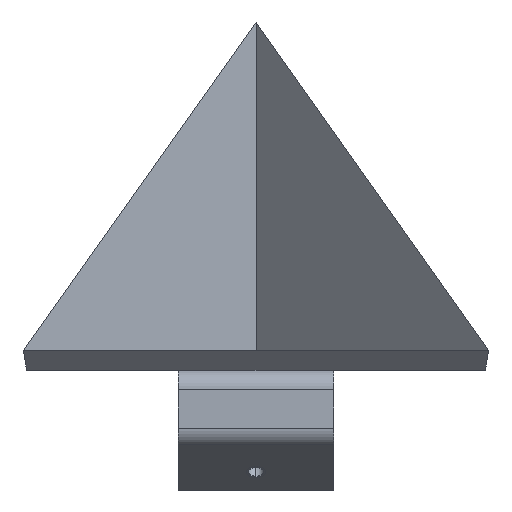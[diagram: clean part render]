
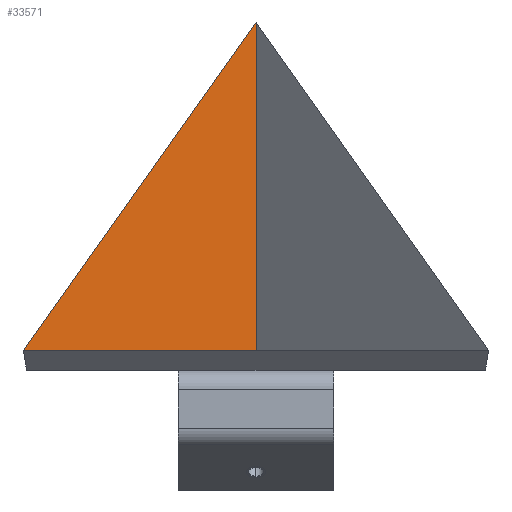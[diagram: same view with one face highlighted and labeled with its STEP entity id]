
A CAD part, top view. The second image highlights one B-rep face of the part: STEP entity #33571.
In plain terms, the highlighted planar face has unit normal (0.707, 0, 0.707).
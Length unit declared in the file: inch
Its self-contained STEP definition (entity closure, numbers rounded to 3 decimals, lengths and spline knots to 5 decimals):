
#2104 = VECTOR ( 'NONE', #17142, 39.37008 ) ;
#3916 = LINE ( 'NONE', #30766, #9532 ) ;
#9532 = VECTOR ( 'NONE', #15512, 39.37008 ) ;
#11856 = ORIENTED_EDGE ( 'NONE', *, *, #39070, .F. ) ;
#15512 = DIRECTION ( 'NONE',  ( -0.707, 0., 0.707 ) ) ;
#17116 = CARTESIAN_POINT ( 'NONE',  ( 0., 4.24264, -3. ) ) ;
#17142 = DIRECTION ( 'NONE',  ( 0.5, 0.707, -0.5 ) ) ;
#17229 = DIRECTION ( 'NONE',  ( 0., -1., 0. ) ) ;
#19327 = DIRECTION ( 'NONE',  ( -0.707, 0., -0.707 ) ) ;
#20090 = PLANE ( 'NONE',  #31480 ) ;
#21545 = LINE ( 'NONE', #37559, #2104 ) ;
#23200 = CARTESIAN_POINT ( 'NONE',  ( 0., 0., -3. ) ) ;
#23465 = ORIENTED_EDGE ( 'NONE', *, *, #27916, .F. ) ;
#24199 = EDGE_LOOP ( 'NONE', ( #23465, #35791, #11856 ) ) ;
#27916 = EDGE_CURVE ( 'NONE', #31422, #45115, #21545, .T. ) ;
#30766 = CARTESIAN_POINT ( 'NONE',  ( 0., 0., -3. ) ) ;
#31422 = VERTEX_POINT ( 'NONE', #42738 ) ;
#31480 = AXIS2_PLACEMENT_3D ( 'NONE', #23200, #19327, #39000 ) ;
#33528 = LINE ( 'NONE', #41043, #36437 ) ;
#33571 = ADVANCED_FACE ( 'NONE', ( #42892 ), #20090, .F. ) ;
#35791 = ORIENTED_EDGE ( 'NONE', *, *, #46367, .F. ) ;
#36437 = VECTOR ( 'NONE', #17229, 39.37008 ) ;
#37559 = CARTESIAN_POINT ( 'NONE',  ( -3., 0., 0. ) ) ;
#37827 = CARTESIAN_POINT ( 'NONE',  ( 0., 0., -3. ) ) ;
#38190 = VERTEX_POINT ( 'NONE', #37827 ) ;
#39000 = DIRECTION ( 'NONE',  ( -0.707, 0., 0.707 ) ) ;
#39070 = EDGE_CURVE ( 'NONE', #45115, #38190, #33528, .T. ) ;
#41043 = CARTESIAN_POINT ( 'NONE',  ( 0., 4.24264, -3. ) ) ;
#42738 = CARTESIAN_POINT ( 'NONE',  ( -3., 0., 0. ) ) ;
#42892 = FACE_OUTER_BOUND ( 'NONE', #24199, .T. ) ;
#45115 = VERTEX_POINT ( 'NONE', #17116 ) ;
#46367 = EDGE_CURVE ( 'NONE', #38190, #31422, #3916, .T. ) ;
